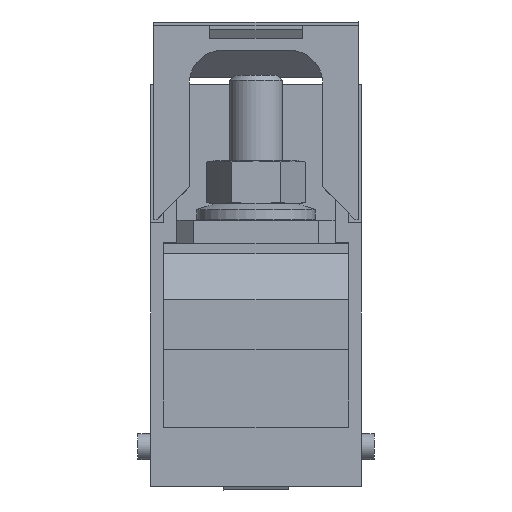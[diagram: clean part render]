
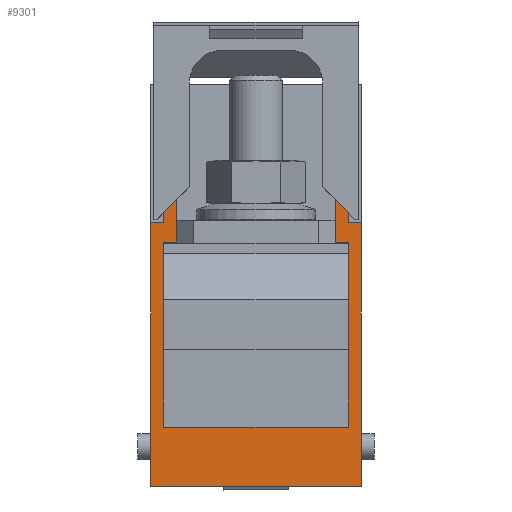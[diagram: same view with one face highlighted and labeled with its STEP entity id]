
A CAD part, front view. The second image highlights one B-rep face of the part: STEP entity #9301.
In plain terms, the highlighted planar face has unit normal (0, -1, 0).
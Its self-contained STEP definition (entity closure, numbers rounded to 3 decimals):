
#1691=DIRECTION('',(0.,0.,-1.));
#1692=VECTOR('',#1691,28.);
#1693=CARTESIAN_POINT('',(31.95,23.5,37.55));
#1694=LINE('',#1693,#1692);
#1861=DIRECTION('',(1.,0.,0.));
#1862=VECTOR('',#1861,2.);
#1863=CARTESIAN_POINT('',(31.95,23.5,40.55));
#1864=LINE('',#1863,#1862);
#1865=DIRECTION('',(0.,0.,-1.));
#1866=VECTOR('',#1865,40.);
#1867=CARTESIAN_POINT('',(33.95,23.5,40.55));
#1868=LINE('',#1867,#1866);
#1869=DIRECTION('',(0.,0.,1.));
#1870=VECTOR('',#1869,40.);
#1871=CARTESIAN_POINT('',(1.95,23.5,0.55));
#1872=LINE('',#1871,#1870);
#1873=DIRECTION('',(1.,0.,0.));
#1874=VECTOR('',#1873,2.);
#1875=CARTESIAN_POINT('',(1.95,23.5,40.55));
#1876=LINE('',#1875,#1874);
#1885=DIRECTION('',(0.,0.,1.));
#1886=VECTOR('',#1885,8.825);
#1887=CARTESIAN_POINT('',(4.05,23.5,43.625));
#1888=LINE('',#1887,#1886);
#1937=DIRECTION('',(0.,0.,-1.));
#1938=VECTOR('',#1937,3.075);
#1939=CARTESIAN_POINT('',(3.95,23.5,43.625));
#1940=LINE('',#1939,#1938);
#1981=DIRECTION('',(-1.,0.,0.));
#1982=VECTOR('',#1981,0.1);
#1983=CARTESIAN_POINT('',(4.05,23.5,43.625));
#1984=LINE('',#1983,#1982);
#2164=DIRECTION('',(0.,0.,1.));
#2165=VECTOR('',#2164,3.075);
#2166=CARTESIAN_POINT('',(31.95,23.5,40.55));
#2167=LINE('',#2166,#2165);
#2176=DIRECTION('',(-1.,0.,0.));
#2177=VECTOR('',#2176,0.1);
#2178=CARTESIAN_POINT('',(31.95,23.5,43.625));
#2179=LINE('',#2178,#2177);
#2192=DIRECTION('',(0.,0.,1.));
#2193=VECTOR('',#2192,8.825);
#2194=CARTESIAN_POINT('',(31.85,23.5,43.625));
#2195=LINE('',#2194,#2193);
#2224=DIRECTION('',(-1.,0.,0.));
#2225=VECTOR('',#2224,1.9);
#2226=CARTESIAN_POINT('',(31.85,23.5,52.45));
#2227=LINE('',#2226,#2225);
#2240=DIRECTION('',(0.,0.,-1.));
#2241=VECTOR('',#2240,14.9);
#2242=CARTESIAN_POINT('',(29.95,23.5,52.45));
#2243=LINE('',#2242,#2241);
#2252=DIRECTION('',(1.,0.,0.));
#2253=VECTOR('',#2252,2.);
#2254=CARTESIAN_POINT('',(29.95,23.5,37.55));
#2255=LINE('',#2254,#2253);
#2730=DIRECTION('',(-1.,0.,0.));
#2731=VECTOR('',#2730,1.9);
#2732=CARTESIAN_POINT('',(5.95,23.5,52.45));
#2733=LINE('',#2732,#2731);
#2738=DIRECTION('',(0.,0.,1.));
#2739=VECTOR('',#2738,14.9);
#2740=CARTESIAN_POINT('',(5.95,23.5,37.55));
#2741=LINE('',#2740,#2739);
#2770=DIRECTION('',(0.,0.,1.));
#2771=VECTOR('',#2770,28.);
#2772=CARTESIAN_POINT('',(3.95,23.5,9.55));
#2773=LINE('',#2772,#2771);
#2858=DIRECTION('',(-1.,0.,0.));
#2859=VECTOR('',#2858,28.);
#2860=CARTESIAN_POINT('',(31.95,23.5,9.55));
#2861=LINE('',#2860,#2859);
#2918=DIRECTION('',(1.,0.,0.));
#2919=VECTOR('',#2918,32.);
#2920=CARTESIAN_POINT('',(1.95,23.5,0.55));
#2921=LINE('',#2920,#2919);
#3418=DIRECTION('',(1.,0.,0.));
#3419=VECTOR('',#3418,2.);
#3420=CARTESIAN_POINT('',(3.95,23.5,37.55));
#3421=LINE('',#3420,#3419);
#5912=CARTESIAN_POINT('',(1.95,23.5,0.55));
#5913=CARTESIAN_POINT('',(1.95,23.5,40.55));
#5914=VERTEX_POINT('',#5912);
#5915=VERTEX_POINT('',#5913);
#5978=CARTESIAN_POINT('',(3.95,23.5,40.55));
#5979=VERTEX_POINT('',#5978);
#6005=CARTESIAN_POINT('',(33.95,23.5,40.55));
#6007=VERTEX_POINT('',#6005);
#6069=CARTESIAN_POINT('',(31.95,23.5,40.55));
#6071=VERTEX_POINT('',#6069);
#6072=CARTESIAN_POINT('',(5.95,23.5,37.55));
#6073=CARTESIAN_POINT('',(5.95,23.5,52.45));
#6074=VERTEX_POINT('',#6072);
#6075=VERTEX_POINT('',#6073);
#6076=CARTESIAN_POINT('',(3.95,23.5,37.55));
#6077=VERTEX_POINT('',#6076);
#6078=CARTESIAN_POINT('',(3.95,23.5,9.55));
#6079=VERTEX_POINT('',#6078);
#6080=CARTESIAN_POINT('',(33.95,23.5,0.55));
#6081=VERTEX_POINT('',#6080);
#6098=CARTESIAN_POINT('',(31.95,23.5,37.55));
#6099=CARTESIAN_POINT('',(31.95,23.5,9.55));
#6100=VERTEX_POINT('',#6098);
#6101=VERTEX_POINT('',#6099);
#6358=CARTESIAN_POINT('',(29.95,23.5,52.45));
#6359=VERTEX_POINT('',#6358);
#6360=CARTESIAN_POINT('',(29.95,23.5,37.55));
#6361=VERTEX_POINT('',#6360);
#6590=CARTESIAN_POINT('',(4.05,23.5,43.625));
#6591=CARTESIAN_POINT('',(4.05,23.5,52.45));
#6592=VERTEX_POINT('',#6590);
#6593=VERTEX_POINT('',#6591);
#6596=CARTESIAN_POINT('',(31.85,23.5,43.625));
#6597=CARTESIAN_POINT('',(31.85,23.5,52.45));
#6598=VERTEX_POINT('',#6596);
#6599=VERTEX_POINT('',#6597);
#6606=CARTESIAN_POINT('',(31.95,23.5,43.625));
#6607=VERTEX_POINT('',#6606);
#6646=CARTESIAN_POINT('',(3.95,23.5,43.625));
#6647=VERTEX_POINT('',#6646);
#9259=CARTESIAN_POINT('',(17.95,23.5,26.5));
#9260=DIRECTION('',(0.,1.,0.));
#9261=DIRECTION('',(0.,0.,1.));
#9262=AXIS2_PLACEMENT_3D('',#9259,#9260,#9261);
#9263=PLANE('',#9262);
#9265=ORIENTED_EDGE('',*,*,#9264,.T.);
#9267=ORIENTED_EDGE('',*,*,#9266,.F.);
#9269=ORIENTED_EDGE('',*,*,#9268,.F.);
#9271=ORIENTED_EDGE('',*,*,#9270,.F.);
#9273=ORIENTED_EDGE('',*,*,#9272,.F.);
#9275=ORIENTED_EDGE('',*,*,#9274,.F.);
#9276=ORIENTED_EDGE('',*,*,#9038,.F.);
#9278=ORIENTED_EDGE('',*,*,#9277,.F.);
#9280=ORIENTED_EDGE('',*,*,#9279,.F.);
#9282=ORIENTED_EDGE('',*,*,#9281,.F.);
#9284=ORIENTED_EDGE('',*,*,#9283,.F.);
#9286=ORIENTED_EDGE('',*,*,#9285,.F.);
#9288=ORIENTED_EDGE('',*,*,#9287,.F.);
#9289=ORIENTED_EDGE('',*,*,#9250,.T.);
#9290=ORIENTED_EDGE('',*,*,#9199,.T.);
#9292=ORIENTED_EDGE('',*,*,#9291,.F.);
#9293=ORIENTED_EDGE('',*,*,#8095,.T.);
#9294=ORIENTED_EDGE('',*,*,#8185,.T.);
#9296=ORIENTED_EDGE('',*,*,#9295,.F.);
#9298=ORIENTED_EDGE('',*,*,#9297,.F.);
#9299=EDGE_LOOP('',(#9265,#9267,#9269,#9271,#9273,#9275,#9276,#9278,#9280,#9282,
#9284,#9286,#9288,#9289,#9290,#9292,#9293,#9294,#9296,#9298));
#9300=FACE_OUTER_BOUND('',#9299,.F.);
#8095=EDGE_CURVE('',#5914,#5915,#1872,.T.);
#8185=EDGE_CURVE('',#5915,#5979,#1876,.T.);
#9038=EDGE_CURVE('',#6100,#6101,#1694,.T.);
#9199=EDGE_CURVE('',#6007,#6081,#1868,.T.);
#9250=EDGE_CURVE('',#6071,#6007,#1864,.T.);
#9264=EDGE_CURVE('',#6592,#6593,#1888,.T.);
#9266=EDGE_CURVE('',#6075,#6593,#2733,.T.);
#9268=EDGE_CURVE('',#6074,#6075,#2741,.T.);
#9270=EDGE_CURVE('',#6077,#6074,#3421,.T.);
#9272=EDGE_CURVE('',#6079,#6077,#2773,.T.);
#9274=EDGE_CURVE('',#6101,#6079,#2861,.T.);
#9277=EDGE_CURVE('',#6361,#6100,#2255,.T.);
#9279=EDGE_CURVE('',#6359,#6361,#2243,.T.);
#9281=EDGE_CURVE('',#6599,#6359,#2227,.T.);
#9283=EDGE_CURVE('',#6598,#6599,#2195,.T.);
#9285=EDGE_CURVE('',#6607,#6598,#2179,.T.);
#9287=EDGE_CURVE('',#6071,#6607,#2167,.T.);
#9291=EDGE_CURVE('',#5914,#6081,#2921,.T.);
#9295=EDGE_CURVE('',#6647,#5979,#1940,.T.);
#9297=EDGE_CURVE('',#6592,#6647,#1984,.T.);
#9301=ADVANCED_FACE('',(#9300),#9263,.F.);
